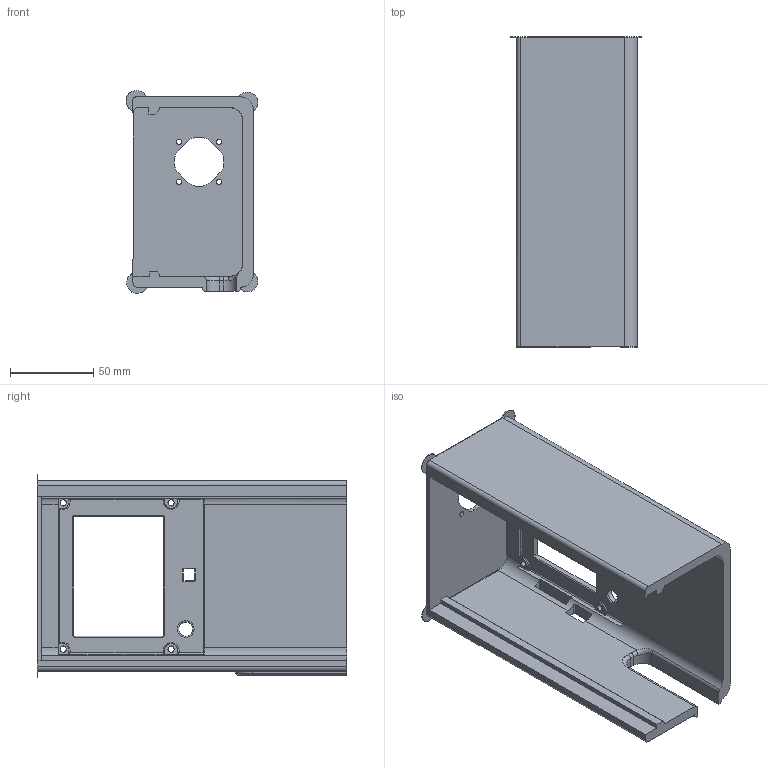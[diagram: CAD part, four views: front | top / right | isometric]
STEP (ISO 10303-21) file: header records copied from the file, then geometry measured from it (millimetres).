
FILE_DESCRIPTION (( 'STEP AP214' ), '1' );
FILE_NAME ('ElectronicsCaseTFT28.STEP', '2022-01-12T17:36:52', ( '' ), ( '' ), 'SwSTEP 2.0', 'SolidWorks 2021', '' );
FILE_SCHEMA (( 'AUTOMOTIVE_DESIGN' ));
Length unit declared in the file: inch
Products named in the file (1): ElectronicsCaseTFT28
Bounding box: 79.34 x 186.62 x 122.17 mm (x, y, z)
Volume: 264463.2 mm3; surface area: 104250.8 mm2
Topology: 1 solids, 1 shells, 674 faces, 1708 edges, 1047 vertices
Faces by surface type: plane 421, bspline 116, cylinder 95, torus 20, cone 12, sphere 10
Entity records: 38259 total; most frequent: CARTESIAN_POINT 22951, ORIENTED_EDGE 3386, DIRECTION 2738, EDGE_CURVE 1693, VECTOR 1154, LINE 1154, VERTEX_POINT 1041, AXIS2_PLACEMENT_3D 792
